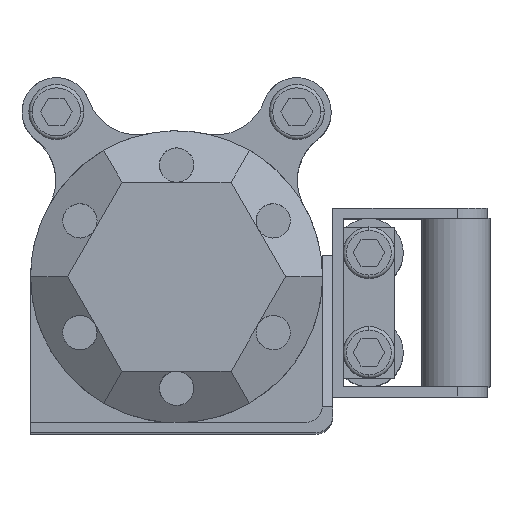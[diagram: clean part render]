
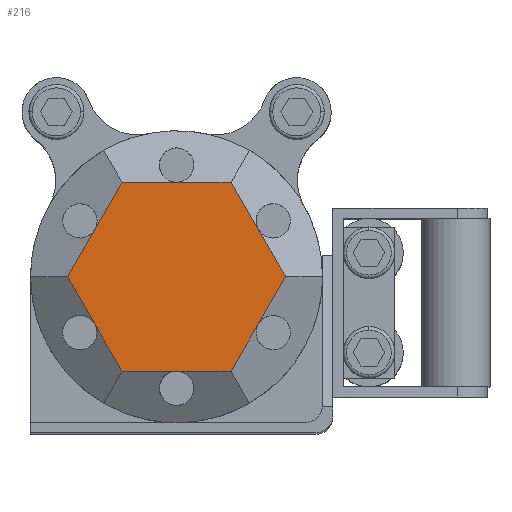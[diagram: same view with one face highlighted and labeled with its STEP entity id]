
A CAD part, top view. The second image highlights one B-rep face of the part: STEP entity #216.
In plain terms, the highlighted planar face has unit normal (0, 0, 1).
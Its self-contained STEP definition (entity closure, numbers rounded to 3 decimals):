
#65 = CARTESIAN_POINT ( 'NONE',  ( 6.351, 0., 17.6 ) ) ;
#216 = ADVANCED_FACE ( 'NONE', ( #5259 ), #14128, .T. ) ;
#269 = VERTEX_POINT ( 'NONE', #2593 ) ;
#278 = ORIENTED_EDGE ( 'NONE', *, *, #11976, .F. ) ;
#295 = CARTESIAN_POINT ( 'NONE',  ( 9.063, 4.698, 17.6 ) ) ;
#342 = VERTEX_POINT ( 'NONE', #578 ) ;
#471 = LINE ( 'NONE', #8772, #1424 ) ;
#578 = CARTESIAN_POINT ( 'NONE',  ( -4.763, 2.75, 17.6 ) ) ;
#824 = VECTOR ( 'NONE', #15838, 1000. ) ;
#831 = LINE ( 'NONE', #3026, #7426 ) ;
#1039 = VERTEX_POINT ( 'NONE', #12715 ) ;
#1105 = VECTOR ( 'NONE', #10244, 1000. ) ;
#1117 = CARTESIAN_POINT ( 'NONE',  ( 4.763, -2.75, 17.6 ) ) ;
#1340 = DIRECTION ( 'NONE',  ( 1., 0., 0. ) ) ;
#1393 = VERTEX_POINT ( 'NONE', #14547 ) ;
#1424 = VECTOR ( 'NONE', #11120, 1000. ) ;
#2061 = EDGE_CURVE ( 'NONE', #10943, #342, #13729, .T. ) ;
#2182 = EDGE_CURVE ( 'NONE', #9849, #6039, #11960, .T. ) ;
#2426 = VERTEX_POINT ( 'NONE', #12078 ) ;
#2458 = DIRECTION ( 'NONE',  ( -0.5, -0.866, 0. ) ) ;
#2593 = CARTESIAN_POINT ( 'NONE',  ( 3.175, 5.5, 17.6 ) ) ;
#2637 = ORIENTED_EDGE ( 'NONE', *, *, #13426, .F. ) ;
#3026 = CARTESIAN_POINT ( 'NONE',  ( -0.463, -10.198, 17.6 ) ) ;
#3258 = CARTESIAN_POINT ( 'NONE',  ( -3.175, -5.5, 17.6 ) ) ;
#3917 = LINE ( 'NONE', #13556, #9164 ) ;
#3988 = LINE ( 'NONE', #4285, #15019 ) ;
#4085 = EDGE_CURVE ( 'NONE', #6039, #12569, #831, .T. ) ;
#4285 = CARTESIAN_POINT ( 'NONE',  ( 8.6, -5.5, 17.6 ) ) ;
#4331 = EDGE_LOOP ( 'NONE', ( #10425, #9383, #8069, #278, #11548, #14104, #9166, #15428, #8675, #4630, #2637, #12906 ) ) ;
#4554 = CARTESIAN_POINT ( 'NONE',  ( -9.063, -4.698, 17.6 ) ) ;
#4630 = ORIENTED_EDGE ( 'NONE', *, *, #12077, .F. ) ;
#4726 = VECTOR ( 'NONE', #15436, 1000. ) ;
#5086 = CARTESIAN_POINT ( 'NONE',  ( 8.6, -5.5, 17.6 ) ) ;
#5127 = DIRECTION ( 'NONE',  ( 0.5, -0.866, 0. ) ) ;
#5259 = FACE_OUTER_BOUND ( 'NONE', #4331, .T. ) ;
#5399 = CARTESIAN_POINT ( 'NONE',  ( 0., 5.5, 17.6 ) ) ;
#5904 = CARTESIAN_POINT ( 'NONE',  ( -0.463, -10.198, 17.6 ) ) ;
#6039 = VERTEX_POINT ( 'NONE', #3258 ) ;
#6490 = VERTEX_POINT ( 'NONE', #13985 ) ;
#6614 = CARTESIAN_POINT ( 'NONE',  ( 0., -5.5, 17.6 ) ) ;
#6633 = DIRECTION ( 'NONE',  ( 0., 0., 1. ) ) ;
#6690 = CARTESIAN_POINT ( 'NONE',  ( 0., 8.5, 17.6 ) ) ;
#7120 = LINE ( 'NONE', #7617, #11967 ) ;
#7274 = LINE ( 'NONE', #14803, #12916 ) ;
#7373 = DIRECTION ( 'NONE',  ( 0.5, -0.866, 0. ) ) ;
#7426 = VECTOR ( 'NONE', #8017, 1000. ) ;
#7487 = EDGE_CURVE ( 'NONE', #269, #6490, #7120, .T. ) ;
#7617 = CARTESIAN_POINT ( 'NONE',  ( 0.463, 10.198, 17.6 ) ) ;
#7863 = VECTOR ( 'NONE', #9116, 1000. ) ;
#7984 = VERTEX_POINT ( 'NONE', #65 ) ;
#8017 = DIRECTION ( 'NONE',  ( -0.5, 0.866, 0. ) ) ;
#8020 = EDGE_CURVE ( 'NONE', #6490, #7984, #7274, .T. ) ;
#8069 = ORIENTED_EDGE ( 'NONE', *, *, #15651, .F. ) ;
#8218 = CARTESIAN_POINT ( 'NONE',  ( -6.351, 0., 17.6 ) ) ;
#8675 = ORIENTED_EDGE ( 'NONE', *, *, #11367, .F. ) ;
#8772 = CARTESIAN_POINT ( 'NONE',  ( -9.063, -4.698, 17.6 ) ) ;
#9116 = DIRECTION ( 'NONE',  ( 1., 0., 0. ) ) ;
#9164 = VECTOR ( 'NONE', #2458, 1000. ) ;
#9166 = ORIENTED_EDGE ( 'NONE', *, *, #4085, .F. ) ;
#9383 = ORIENTED_EDGE ( 'NONE', *, *, #15810, .F. ) ;
#9642 = VERTEX_POINT ( 'NONE', #1117 ) ;
#9849 = VERTEX_POINT ( 'NONE', #6614 ) ;
#10244 = DIRECTION ( 'NONE',  ( -1., 0., 0. ) ) ;
#10416 = DIRECTION ( 'NONE',  ( -1., 0., 0. ) ) ;
#10425 = ORIENTED_EDGE ( 'NONE', *, *, #7487, .F. ) ;
#10435 = VECTOR ( 'NONE', #13223, 1000. ) ;
#10943 = VERTEX_POINT ( 'NONE', #8218 ) ;
#11120 = DIRECTION ( 'NONE',  ( 0.5, 0.866, 0. ) ) ;
#11315 = LINE ( 'NONE', #15287, #4726 ) ;
#11367 = EDGE_CURVE ( 'NONE', #1393, #9849, #3988, .T. ) ;
#11548 = ORIENTED_EDGE ( 'NONE', *, *, #2061, .F. ) ;
#11608 = DIRECTION ( 'NONE',  ( -0.5, -0.866, 0. ) ) ;
#11960 = LINE ( 'NONE', #5086, #1105 ) ;
#11967 = VECTOR ( 'NONE', #5127, 1000. ) ;
#11976 = EDGE_CURVE ( 'NONE', #342, #2426, #471, .T. ) ;
#12077 = EDGE_CURVE ( 'NONE', #9642, #1393, #15969, .T. ) ;
#12078 = CARTESIAN_POINT ( 'NONE',  ( -3.175, 5.5, 17.6 ) ) ;
#12569 = VERTEX_POINT ( 'NONE', #12978 ) ;
#12715 = CARTESIAN_POINT ( 'NONE',  ( 0., 5.5, 17.6 ) ) ;
#12734 = VECTOR ( 'NONE', #11608, 1000. ) ;
#12906 = ORIENTED_EDGE ( 'NONE', *, *, #8020, .F. ) ;
#12916 = VECTOR ( 'NONE', #7373, 1000. ) ;
#12922 = EDGE_CURVE ( 'NONE', #12569, #10943, #15162, .T. ) ;
#12978 = CARTESIAN_POINT ( 'NONE',  ( -4.763, -2.75, 17.6 ) ) ;
#13223 = DIRECTION ( 'NONE',  ( 0.5, 0.866, 0. ) ) ;
#13426 = EDGE_CURVE ( 'NONE', #7984, #9642, #3917, .T. ) ;
#13556 = CARTESIAN_POINT ( 'NONE',  ( 9.063, 4.698, 17.6 ) ) ;
#13729 = LINE ( 'NONE', #4554, #10435 ) ;
#13811 = AXIS2_PLACEMENT_3D ( 'NONE', #6690, #6633, #1340 ) ;
#13985 = CARTESIAN_POINT ( 'NONE',  ( 4.763, 2.75, 17.6 ) ) ;
#14104 = ORIENTED_EDGE ( 'NONE', *, *, #12922, .F. ) ;
#14128 = PLANE ( 'NONE',  #13811 ) ;
#14547 = CARTESIAN_POINT ( 'NONE',  ( 3.175, -5.5, 17.6 ) ) ;
#14803 = CARTESIAN_POINT ( 'NONE',  ( 0.463, 10.198, 17.6 ) ) ;
#15019 = VECTOR ( 'NONE', #10416, 1000. ) ;
#15162 = LINE ( 'NONE', #5904, #824 ) ;
#15185 = LINE ( 'NONE', #5399, #7863 ) ;
#15287 = CARTESIAN_POINT ( 'NONE',  ( 0., 5.5, 17.6 ) ) ;
#15428 = ORIENTED_EDGE ( 'NONE', *, *, #2182, .F. ) ;
#15436 = DIRECTION ( 'NONE',  ( 1., 0., 0. ) ) ;
#15651 = EDGE_CURVE ( 'NONE', #2426, #1039, #15185, .T. ) ;
#15810 = EDGE_CURVE ( 'NONE', #1039, #269, #11315, .T. ) ;
#15838 = DIRECTION ( 'NONE',  ( -0.5, 0.866, 0. ) ) ;
#15969 = LINE ( 'NONE', #295, #12734 ) ;
